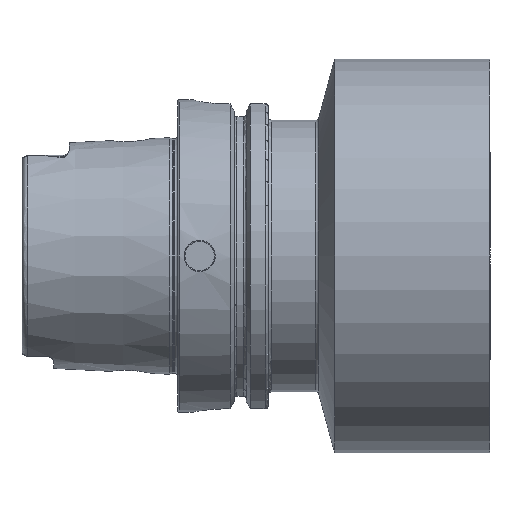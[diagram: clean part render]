
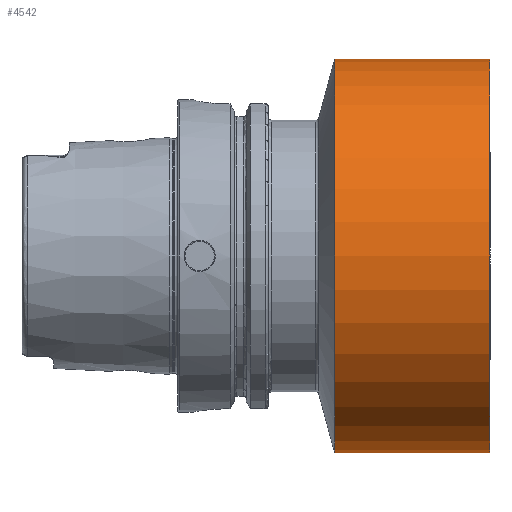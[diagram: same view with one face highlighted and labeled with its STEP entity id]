
A CAD part, front view. The second image highlights one B-rep face of the part: STEP entity #4542.
In plain terms, the highlighted cylindrical face has radius 63 mm (diameter 126 mm), a partial arc.
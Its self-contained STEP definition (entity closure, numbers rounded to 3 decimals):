
#38 = DIRECTION ( 'NONE',  ( -1., 0., 0. ) ) ;
#178 = CIRCLE ( 'NONE', #669, 63. ) ;
#308 = VERTEX_POINT ( 'NONE', #5358 ) ;
#638 = ORIENTED_EDGE ( 'NONE', *, *, #1695, .T. ) ;
#669 = AXIS2_PLACEMENT_3D ( 'NONE', #1016, #38, #5662 ) ;
#1016 = CARTESIAN_POINT ( 'NONE',  ( 100., 0., 0. ) ) ;
#1106 = DIRECTION ( 'NONE',  ( -1., 0., 0. ) ) ;
#1251 = EDGE_LOOP ( 'NONE', ( #4765, #3978, #638, #3015 ) ) ;
#1262 = VERTEX_POINT ( 'NONE', #3669 ) ;
#1479 = LINE ( 'NONE', #4708, #4261 ) ;
#1695 = EDGE_CURVE ( 'NONE', #5684, #308, #1479, .T. ) ;
#1751 = VERTEX_POINT ( 'NONE', #3800 ) ;
#1957 = EDGE_CURVE ( 'NONE', #1751, #1262, #2923, .T. ) ;
#2117 = AXIS2_PLACEMENT_3D ( 'NONE', #2917, #4675, #2852 ) ;
#2852 = DIRECTION ( 'NONE',  ( 0., 0., 1. ) ) ;
#2917 = CARTESIAN_POINT ( 'NONE',  ( -49.9, 0., 0. ) ) ;
#2923 = LINE ( 'NONE', #3441, #4165 ) ;
#3015 = ORIENTED_EDGE ( 'NONE', *, *, #4737, .F. ) ;
#3441 = CARTESIAN_POINT ( 'NONE',  ( -49.9, 0., -63. ) ) ;
#3636 = EDGE_CURVE ( 'NONE', #1751, #5684, #178, .T. ) ;
#3669 = CARTESIAN_POINT ( 'NONE',  ( 50.225, 0., -63. ) ) ;
#3800 = CARTESIAN_POINT ( 'NONE',  ( 100., 0., -63. ) ) ;
#3874 = DIRECTION ( 'NONE',  ( -1., 0., 0. ) ) ;
#3978 = ORIENTED_EDGE ( 'NONE', *, *, #3636, .T. ) ;
#4090 = AXIS2_PLACEMENT_3D ( 'NONE', #5005, #3874, #5435 ) ;
#4165 = VECTOR ( 'NONE', #1106, 1000. ) ;
#4261 = VECTOR ( 'NONE', #4764, 1000. ) ;
#4542 = ADVANCED_FACE ( 'NONE', ( #5600 ), #5711, .T. ) ;
#4675 = DIRECTION ( 'NONE',  ( -1., 0., 0. ) ) ;
#4708 = CARTESIAN_POINT ( 'NONE',  ( -49.9, 0., 63. ) ) ;
#4737 = EDGE_CURVE ( 'NONE', #1262, #308, #5853, .T. ) ;
#4764 = DIRECTION ( 'NONE',  ( -1., 0., 0. ) ) ;
#4765 = ORIENTED_EDGE ( 'NONE', *, *, #1957, .F. ) ;
#5005 = CARTESIAN_POINT ( 'NONE',  ( 50.225, 0., 0. ) ) ;
#5037 = CARTESIAN_POINT ( 'NONE',  ( 100., 0., 63. ) ) ;
#5358 = CARTESIAN_POINT ( 'NONE',  ( 50.225, 0., 63. ) ) ;
#5435 = DIRECTION ( 'NONE',  ( 0., 0., 1. ) ) ;
#5600 = FACE_OUTER_BOUND ( 'NONE', #1251, .T. ) ;
#5662 = DIRECTION ( 'NONE',  ( 0., 0., 1. ) ) ;
#5684 = VERTEX_POINT ( 'NONE', #5037 ) ;
#5711 = CYLINDRICAL_SURFACE ( 'NONE', #2117, 63. ) ;
#5853 = CIRCLE ( 'NONE', #4090, 63. ) ;
